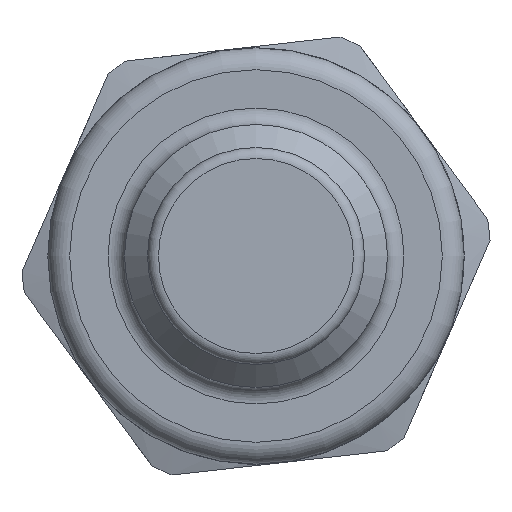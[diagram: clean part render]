
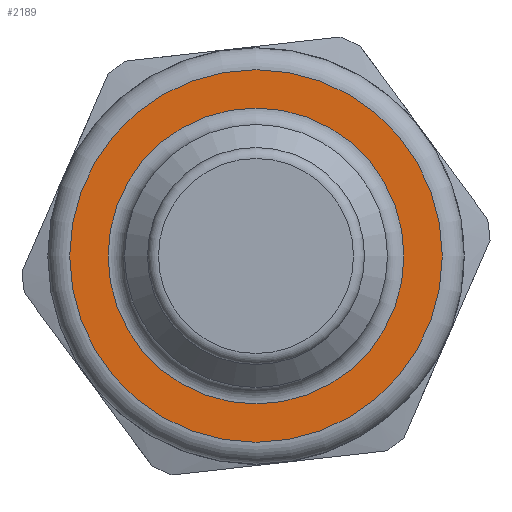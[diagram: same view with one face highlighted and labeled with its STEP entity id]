
A CAD part, left-side view. The second image highlights one B-rep face of the part: STEP entity #2189.
In plain terms, the highlighted planar face has unit normal (-1, 0, 0).
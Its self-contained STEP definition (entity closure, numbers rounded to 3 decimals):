
#2147=CARTESIAN_POINT('',(20.0,8.5,0.0));
#2148=VERTEX_POINT('',#2147);
#2149=CARTESIAN_POINT('',(20.0,0.0,0.0));
#2150=DIRECTION('',(1.0,0.0,0.0));
#2151=DIRECTION('',(0.0,-1.0,0.0));
#2152=AXIS2_PLACEMENT_3D('',#2149,#2150,#2151);
#2153=CIRCLE('',#2152,8.5);
#2154=EDGE_CURVE('',#2148,#2148,#2153,.T.);
#2170=CARTESIAN_POINT('',(20.0,7.75,0.0));
#2171=DIRECTION('',(-1.0,0.0,0.0));
#2172=DIRECTION('',(0.0,0.0,1.0));
#2173=AXIS2_PLACEMENT_3D('',#2170,#2171,#2172);
#2174=PLANE('',#2173);
#2175=ORIENTED_EDGE('',*,*,#2154,.F.);
#2176=EDGE_LOOP('',(#2175));
#2177=FACE_OUTER_BOUND('',#2176,.T.);
#2178=CARTESIAN_POINT('',(20.0,6.75,0.));
#2179=VERTEX_POINT('',#2178);
#2180=CARTESIAN_POINT('',(20.0,0.0,0.0));
#2181=DIRECTION('',(-1.0,0.0,0.0));
#2182=DIRECTION('',(0.0,-1.0,0.0));
#2183=AXIS2_PLACEMENT_3D('',#2180,#2181,#2182);
#2184=CIRCLE('',#2183,6.75);
#2185=EDGE_CURVE('',#2179,#2179,#2184,.T.);
#2186=ORIENTED_EDGE('',*,*,#2185,.F.);
#2187=EDGE_LOOP('',(#2186));
#2188=FACE_BOUND('',#2187,.T.);
#2189=ADVANCED_FACE('',(#2177,#2188),#2174,.T.);
